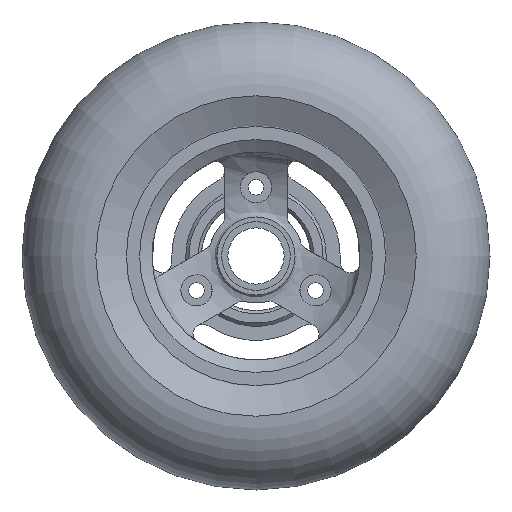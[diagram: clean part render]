
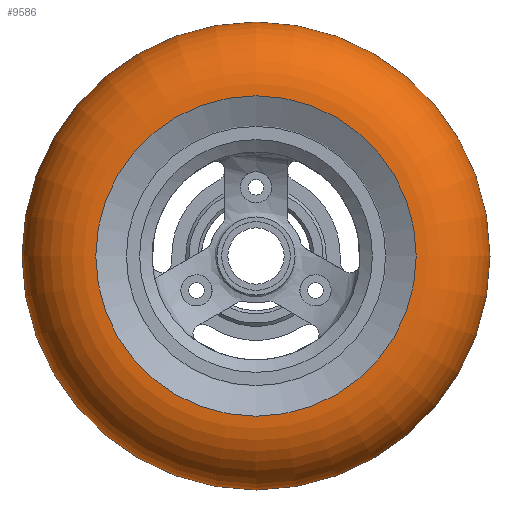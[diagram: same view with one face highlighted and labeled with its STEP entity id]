
A CAD part, left-side view. The second image highlights one B-rep face of the part: STEP entity #9586.
In plain terms, the highlighted toroidal (fillet/blend) face has major radius 51.499 mm and minor radius 23.501 mm.
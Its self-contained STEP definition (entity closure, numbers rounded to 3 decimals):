
#2067=FACE_OUTER_BOUND('',#2653,.T.);
#2653=EDGE_LOOP('',(#7033,#7034,#7035,#7036));
#3253=CIRCLE('',#10341,51.298);
#3254=CIRCLE('',#10343,51.298);
#3255=CIRCLE('',#10344,23.501);
#4118=VERTEX_POINT('',#16373);
#4119=VERTEX_POINT('',#16377);
#5207=EDGE_CURVE('',#4118,#4118,#3253,.T.);
#5208=EDGE_CURVE('',#4119,#4119,#3254,.T.);
#5209=EDGE_CURVE('',#4119,#4118,#3255,.T.);
#7033=ORIENTED_EDGE('',*,*,#5208,.F.);
#7034=ORIENTED_EDGE('',*,*,#5209,.T.);
#7035=ORIENTED_EDGE('',*,*,#5207,.T.);
#7036=ORIENTED_EDGE('',*,*,#5209,.F.);
#9464=TOROIDAL_SURFACE('',#10342,51.499,23.501);
#9586=ADVANCED_FACE('',(#2067),#9464,.T.);
#10341=AXIS2_PLACEMENT_3D('',#16375,#12099,#12100);
#10342=AXIS2_PLACEMENT_3D('',#16376,#12101,#12102);
#10343=AXIS2_PLACEMENT_3D('',#16378,#12103,#12104);
#10344=AXIS2_PLACEMENT_3D('',#16379,#12105,#12106);
#12099=DIRECTION('center_axis',(-1.,0.,0.));
#12100=DIRECTION('ref_axis',(0.,0.,1.));
#12101=DIRECTION('center_axis',(-1.,0.,0.));
#12102=DIRECTION('ref_axis',(0.,0.,1.));
#12103=DIRECTION('center_axis',(-1.,0.,0.));
#12104=DIRECTION('ref_axis',(0.,0.,1.));
#12105=DIRECTION('center_axis',(0.,-1.,0.));
#12106=DIRECTION('ref_axis',(0.,0.,-1.));
#16373=CARTESIAN_POINT('',(23.5,0.,-51.298));
#16375=CARTESIAN_POINT('Origin',(23.5,0.,0.));
#16376=CARTESIAN_POINT('Origin',(0.,0.,0.));
#16377=CARTESIAN_POINT('',(-23.5,0.,-51.298));
#16378=CARTESIAN_POINT('Origin',(-23.5,0.,0.));
#16379=CARTESIAN_POINT('Origin',(0.,0.,
-51.499));
